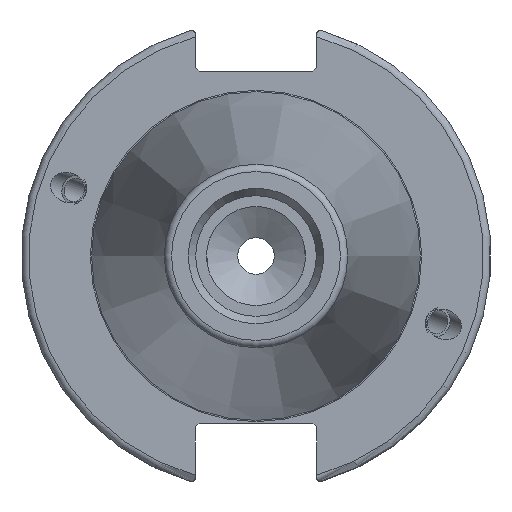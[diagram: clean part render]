
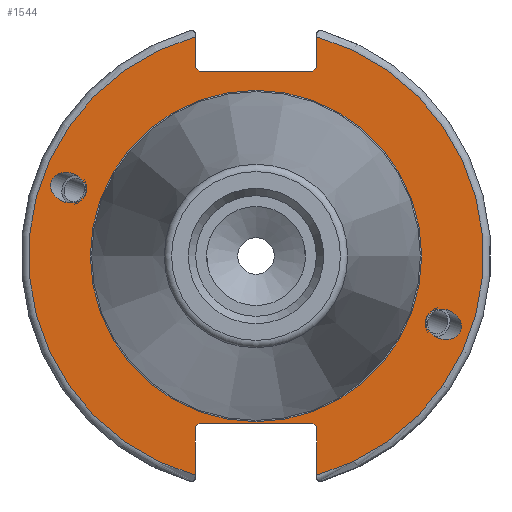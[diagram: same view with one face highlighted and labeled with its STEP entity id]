
A CAD part, left-side view. The second image highlights one B-rep face of the part: STEP entity #1544.
In plain terms, the highlighted planar face has unit normal (-1, 0, 0).
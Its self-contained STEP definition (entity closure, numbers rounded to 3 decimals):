
#75=FACE_BOUND('',#320,.T.);
#76=FACE_BOUND('',#321,.T.);
#77=FACE_BOUND('',#322,.T.);
#93=PLANE('',#1724);
#136=ELLIPSE('',#1675,2.442,2.);
#145=ELLIPSE('',#1719,2.442,2.);
#219=FACE_OUTER_BOUND('',#319,.T.);
#319=EDGE_LOOP('',(#1253,#1254,#1255,#1256,#1257,#1258,#1259,#1260,#1261,
#1262,#1263,#1264));
#320=EDGE_LOOP('',(#1265));
#321=EDGE_LOOP('',(#1266));
#322=EDGE_LOOP('',(#1267));
#416=LINE('',#2771,#509);
#417=LINE('',#2773,#510);
#418=LINE('',#2775,#511);
#419=LINE('',#2777,#512);
#420=LINE('',#2779,#513);
#421=LINE('',#2783,#514);
#422=LINE('',#2785,#515);
#423=LINE('',#2787,#516);
#424=LINE('',#2789,#517);
#425=LINE('',#2790,#518);
#509=VECTOR('',#2071,10.);
#510=VECTOR('',#2072,10.);
#511=VECTOR('',#2073,10.);
#512=VECTOR('',#2074,10.);
#513=VECTOR('',#2075,10.);
#514=VECTOR('',#2078,10.);
#515=VECTOR('',#2079,10.);
#516=VECTOR('',#2080,10.);
#517=VECTOR('',#2081,10.);
#518=VECTOR('',#2082,10.);
#601=CIRCLE('',#1721,22.396);
#604=CIRCLE('',#1725,30.75);
#605=CIRCLE('',#1726,30.75);
#688=VERTEX_POINT('',#2554);
#729=VERTEX_POINT('',#2757);
#730=VERTEX_POINT('',#2761);
#732=VERTEX_POINT('',#2767);
#733=VERTEX_POINT('',#2768);
#734=VERTEX_POINT('',#2770);
#735=VERTEX_POINT('',#2772);
#736=VERTEX_POINT('',#2774);
#737=VERTEX_POINT('',#2776);
#738=VERTEX_POINT('',#2778);
#739=VERTEX_POINT('',#2780);
#740=VERTEX_POINT('',#2782);
#741=VERTEX_POINT('',#2784);
#742=VERTEX_POINT('',#2786);
#743=VERTEX_POINT('',#2788);
#863=EDGE_CURVE('',#688,#688,#136,.T.);
#920=EDGE_CURVE('',#729,#729,#145,.T.);
#921=EDGE_CURVE('',#730,#730,#601,.T.);
#924=EDGE_CURVE('',#732,#733,#604,.T.);
#925=EDGE_CURVE('',#732,#734,#416,.T.);
#926=EDGE_CURVE('',#735,#734,#417,.T.);
#927=EDGE_CURVE('',#735,#736,#418,.T.);
#928=EDGE_CURVE('',#737,#736,#419,.T.);
#929=EDGE_CURVE('',#737,#738,#420,.T.);
#930=EDGE_CURVE('',#739,#738,#605,.T.);
#931=EDGE_CURVE('',#739,#740,#421,.T.);
#932=EDGE_CURVE('',#741,#740,#422,.T.);
#933=EDGE_CURVE('',#741,#742,#423,.T.);
#934=EDGE_CURVE('',#743,#742,#424,.T.);
#935=EDGE_CURVE('',#743,#733,#425,.T.);
#1253=ORIENTED_EDGE('',*,*,#924,.F.);
#1254=ORIENTED_EDGE('',*,*,#925,.T.);
#1255=ORIENTED_EDGE('',*,*,#926,.F.);
#1256=ORIENTED_EDGE('',*,*,#927,.T.);
#1257=ORIENTED_EDGE('',*,*,#928,.F.);
#1258=ORIENTED_EDGE('',*,*,#929,.T.);
#1259=ORIENTED_EDGE('',*,*,#930,.F.);
#1260=ORIENTED_EDGE('',*,*,#931,.T.);
#1261=ORIENTED_EDGE('',*,*,#932,.F.);
#1262=ORIENTED_EDGE('',*,*,#933,.T.);
#1263=ORIENTED_EDGE('',*,*,#934,.F.);
#1264=ORIENTED_EDGE('',*,*,#935,.T.);
#1265=ORIENTED_EDGE('',*,*,#863,.T.);
#1266=ORIENTED_EDGE('',*,*,#920,.T.);
#1267=ORIENTED_EDGE('',*,*,#921,.F.);
#1544=ADVANCED_FACE('',(#219,#75,#76,#77),#93,.T.);
#1675=AXIS2_PLACEMENT_3D('',#2556,#1953,#1954);
#1719=AXIS2_PLACEMENT_3D('',#2759,#2057,#2058);
#1721=AXIS2_PLACEMENT_3D('',#2762,#2061,#2062);
#1724=AXIS2_PLACEMENT_3D('',#2766,#2067,#2068);
#1725=AXIS2_PLACEMENT_3D('',#2769,#2069,#2070);
#1726=AXIS2_PLACEMENT_3D('',#2781,#2076,#2077);
#1953=DIRECTION('center_axis',(1.,0.,0.));
#1954=DIRECTION('ref_axis',(0.,-0.94,-0.342));
#2057=DIRECTION('center_axis',(1.,0.,0.));
#2058=DIRECTION('ref_axis',(0.,0.94,0.342));
#2061=DIRECTION('center_axis',(-1.,0.,0.));
#2062=DIRECTION('ref_axis',(0.,1.,0.));
#2067=DIRECTION('center_axis',(-1.,0.,0.));
#2068=DIRECTION('ref_axis',(0.,0.,1.));
#2069=DIRECTION('center_axis',(1.,0.,0.));
#2070=DIRECTION('ref_axis',(0.,-1.,0.));
#2071=DIRECTION('',(0.,0.,-1.));
#2072=DIRECTION('',(0.,-0.707,0.707));
#2073=DIRECTION('',(0.,1.,0.));
#2074=DIRECTION('',(0.,-0.707,-0.707));
#2075=DIRECTION('',(0.,0.,1.));
#2076=DIRECTION('center_axis',(1.,0.,0.));
#2077=DIRECTION('ref_axis',(0.,1.,0.));
#2078=DIRECTION('',(0.,0.,1.));
#2079=DIRECTION('',(0.,0.707,-0.707));
#2080=DIRECTION('',(0.,-1.,0.));
#2081=DIRECTION('',(0.,0.707,0.707));
#2082=DIRECTION('',(0.,0.,-1.));
#2554=CARTESIAN_POINT('',(1.,-23.077,-8.399));
#2556=CARTESIAN_POINT('Origin',(1.,-25.372,-9.235));
#2757=CARTESIAN_POINT('',(1.,23.077,8.399));
#2759=CARTESIAN_POINT('Origin',(1.,25.372,9.235));
#2761=CARTESIAN_POINT('',(1.,-22.396,0.));
#2762=CARTESIAN_POINT('Origin',(1.,0.,0.));
#2766=CARTESIAN_POINT('Origin',(1.,31.75,0.));
#2767=CARTESIAN_POINT('',(1.,-8.19,29.639));
#2768=CARTESIAN_POINT('',(1.,-8.19,-29.639));
#2769=CARTESIAN_POINT('Origin',(1.,0.,0.));
#2770=CARTESIAN_POINT('',(1.,-8.19,25.5));
#2771=CARTESIAN_POINT('',(1.,-8.19,12.5));
#2772=CARTESIAN_POINT('',(1.,-7.69,25.));
#2773=CARTESIAN_POINT('',(1.,8.295,9.015));
#2774=CARTESIAN_POINT('',(1.,7.69,25.));
#2775=CARTESIAN_POINT('',(1.,15.875,25.));
#2776=CARTESIAN_POINT('',(1.,8.19,25.5));
#2777=CARTESIAN_POINT('',(1.,7.58,24.89));
#2778=CARTESIAN_POINT('',(1.,8.19,29.639));
#2779=CARTESIAN_POINT('',(1.,8.19,12.5));
#2780=CARTESIAN_POINT('',(1.,8.19,-29.639));
#2781=CARTESIAN_POINT('Origin',(1.,0.,0.));
#2782=CARTESIAN_POINT('',(1.,8.19,-23.1));
#2783=CARTESIAN_POINT('',(1.,8.19,-11.3));
#2784=CARTESIAN_POINT('',(1.,7.69,-22.6));
#2785=CARTESIAN_POINT('',(1.,8.18,-23.09));
#2786=CARTESIAN_POINT('',(1.,-7.69,-22.6));
#2787=CARTESIAN_POINT('',(1.,15.875,-22.6));
#2788=CARTESIAN_POINT('',(1.,-8.19,-23.1));
#2789=CARTESIAN_POINT('',(1.,7.695,-7.215));
#2790=CARTESIAN_POINT('',(1.,-8.19,-11.3));
